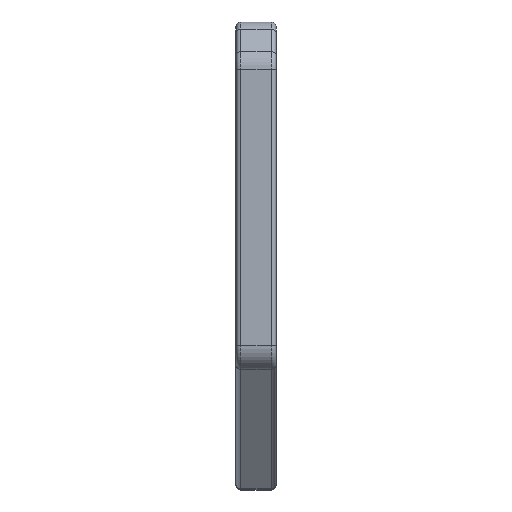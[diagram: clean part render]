
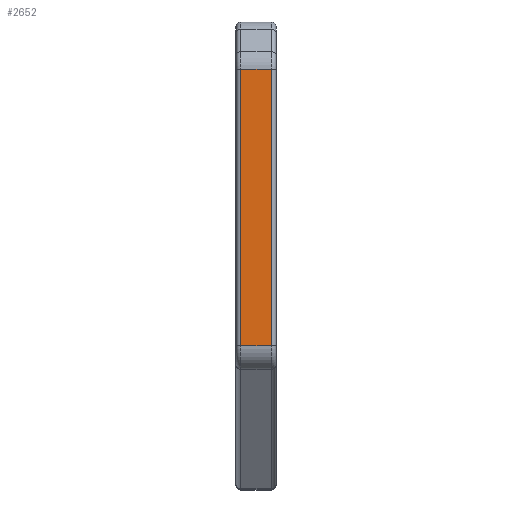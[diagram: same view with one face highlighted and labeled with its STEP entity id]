
A CAD part, left-side view. The second image highlights one B-rep face of the part: STEP entity #2652.
In plain terms, the highlighted planar face has unit normal (-1, 0, 0).
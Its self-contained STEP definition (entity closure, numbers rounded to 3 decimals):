
#74 = VECTOR ( 'NONE', #194, 1000. ) ;
#192 = VERTEX_POINT ( 'NONE', #1117 ) ;
#194 = DIRECTION ( 'NONE',  ( 0., -1., 0. ) ) ;
#223 = EDGE_CURVE ( 'NONE', #747, #793, #1666, .T. ) ;
#245 = CARTESIAN_POINT ( 'NONE',  ( -127.95, 1., -36.353 ) ) ;
#268 = DIRECTION ( 'NONE',  ( 0., 0., -1. ) ) ;
#285 = CARTESIAN_POINT ( 'NONE',  ( -127.95, 8., 20.485 ) ) ;
#596 = LINE ( 'NONE', #2829, #2208 ) ;
#744 = DIRECTION ( 'NONE',  ( 1., 0., 0. ) ) ;
#747 = VERTEX_POINT ( 'NONE', #245 ) ;
#793 = VERTEX_POINT ( 'NONE', #1116 ) ;
#1025 = FACE_OUTER_BOUND ( 'NONE', #1501, .T. ) ;
#1067 = VERTEX_POINT ( 'NONE', #1801 ) ;
#1085 = DIRECTION ( 'NONE',  ( 0., 1., 0. ) ) ;
#1116 = CARTESIAN_POINT ( 'NONE',  ( -127.95, 1., 18.414 ) ) ;
#1117 = CARTESIAN_POINT ( 'NONE',  ( -127.95, 7., -36.353 ) ) ;
#1275 = EDGE_CURVE ( 'NONE', #1067, #192, #2146, .T. ) ;
#1314 = EDGE_CURVE ( 'NONE', #192, #747, #1672, .T. ) ;
#1434 = VECTOR ( 'NONE', #3112, 1000. ) ;
#1501 = EDGE_LOOP ( 'NONE', ( #3111, #3036, #2962, #2607 ) ) ;
#1666 = LINE ( 'NONE', #2631, #1751 ) ;
#1672 = LINE ( 'NONE', #2635, #74 ) ;
#1751 = VECTOR ( 'NONE', #3121, 1000. ) ;
#1801 = CARTESIAN_POINT ( 'NONE',  ( -127.95, 7., 18.414 ) ) ;
#2146 = LINE ( 'NONE', #2595, #1434 ) ;
#2208 = VECTOR ( 'NONE', #1085, 1000. ) ;
#2595 = CARTESIAN_POINT ( 'NONE',  ( -127.95, 7., 20.485 ) ) ;
#2607 = ORIENTED_EDGE ( 'NONE', *, *, #1275, .T. ) ;
#2631 = CARTESIAN_POINT ( 'NONE',  ( -127.95, 1., 18.414 ) ) ;
#2635 = CARTESIAN_POINT ( 'NONE',  ( -127.95, 8., -36.353 ) ) ;
#2652 = ADVANCED_FACE ( 'NONE', ( #1025 ), #2728, .F. ) ;
#2728 = PLANE ( 'NONE',  #3014 ) ;
#2799 = EDGE_CURVE ( 'NONE', #793, #1067, #596, .T. ) ;
#2829 = CARTESIAN_POINT ( 'NONE',  ( -127.95, 8., 18.414 ) ) ;
#2962 = ORIENTED_EDGE ( 'NONE', *, *, #2799, .T. ) ;
#3014 = AXIS2_PLACEMENT_3D ( 'NONE', #285, #744, #268 ) ;
#3036 = ORIENTED_EDGE ( 'NONE', *, *, #223, .T. ) ;
#3111 = ORIENTED_EDGE ( 'NONE', *, *, #1314, .T. ) ;
#3112 = DIRECTION ( 'NONE',  ( 0., 0., -1. ) ) ;
#3121 = DIRECTION ( 'NONE',  ( 0., 0., 1. ) ) ;
